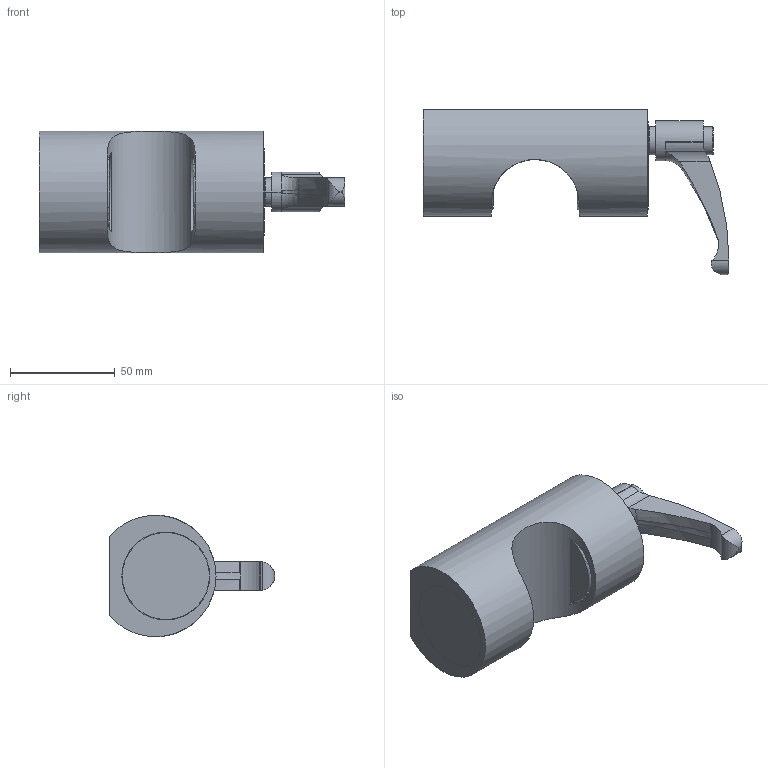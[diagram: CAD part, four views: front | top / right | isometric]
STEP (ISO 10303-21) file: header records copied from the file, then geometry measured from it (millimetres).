
FILE_DESCRIPTION((''),'2;1');
FILE_NAME('FRCCMAN40_SW0001','2017-05-04T',('anacleto.m'),(''),'CREO PARAMETRIC BY PTC INC, 2016050','CREO PARAMETRIC BY PTC INC, 2016050','');
FILE_SCHEMA(('CONFIG_CONTROL_DESIGN'));
Length unit declared in the file: millimetre
Products named in the file (1): FRCCMAN40_SW0001
Bounding box: 146 x 79 x 58 mm (x, y, z)
Volume: 227542.1 mm3; surface area: 37974.7 mm2
Topology: 1 solids, 1 shells, 125 faces, 312 edges, 188 vertices
Faces by surface type: cylinder 47, plane 36, cone 28, torus 12, bspline 2
Entity records: 4020 total; most frequent: CARTESIAN_POINT 1041, DIRECTION 643, ORIENTED_EDGE 596, EDGE_CURVE 298, AXIS2_PLACEMENT_3D 261, VERTEX_POINT 188, EDGE_LOOP 140, CIRCLE 138
